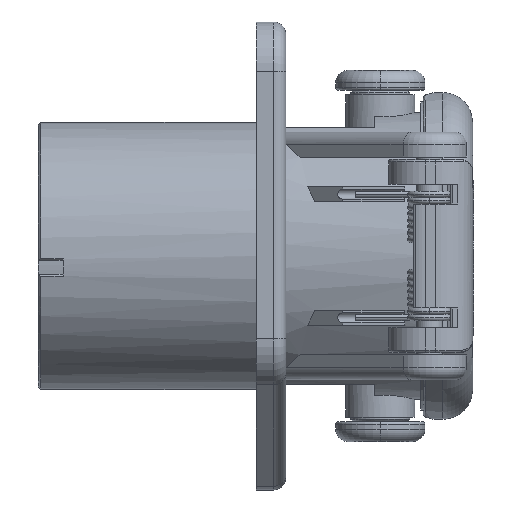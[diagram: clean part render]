
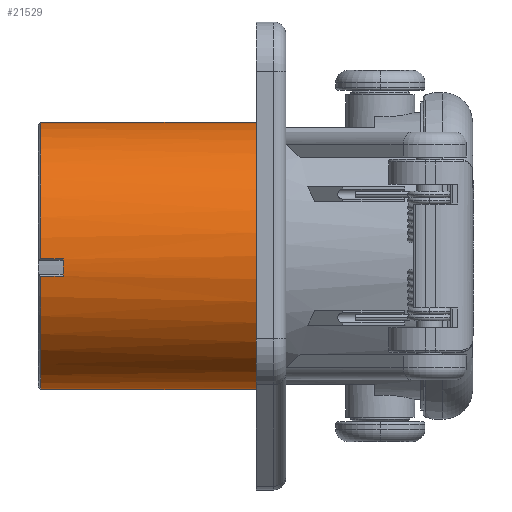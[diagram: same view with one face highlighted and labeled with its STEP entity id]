
A CAD part, front view. The second image highlights one B-rep face of the part: STEP entity #21529.
In plain terms, the highlighted cylindrical face has radius 27 mm (diameter 54 mm), a partial arc.
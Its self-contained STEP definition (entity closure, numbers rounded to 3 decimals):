
#4319=CARTESIAN_POINT('',(44.,0.,0.));
#4320=DIRECTION('',(1.,0.,0.));
#4321=DIRECTION('',(0.,0.,1.));
#4322=AXIS2_PLACEMENT_3D('',#4319,#4320,#4321);
#4521=DIRECTION('',(1.,0.,0.));
#4522=VECTOR('',#4521,43.5);
#4523=CARTESIAN_POINT('',(0.5,0.,27.));
#4524=LINE('',#4523,#4522);
#4525=DIRECTION('',(1.,0.,0.));
#4526=VECTOR('',#4525,43.5);
#4527=CARTESIAN_POINT('',(0.5,0.,-27.));
#4528=LINE('',#4527,#4526);
#4529=DIRECTION('',(-1.,0.,0.));
#4530=VECTOR('',#4529,4.5);
#4531=CARTESIAN_POINT('',(5.,-26.993,-0.605));
#4532=LINE('',#4531,#4530);
#4533=CARTESIAN_POINT('',(0.5,0.,0.));
#4534=DIRECTION('',(1.,0.,0.));
#4535=DIRECTION('',(0.,0.,1.));
#4536=AXIS2_PLACEMENT_3D('',#4533,#4534,#4535);
#4569=CARTESIAN_POINT('',(5.,0.,0.));
#4570=DIRECTION('',(-1.,0.,0.));
#4571=DIRECTION('',(0.,-0.988,-0.152));
#4572=AXIS2_PLACEMENT_3D('',#4569,#4570,#4571);
#4591=DIRECTION('',(-1.,0.,0.));
#4592=VECTOR('',#4591,4.5);
#4593=CARTESIAN_POINT('',(5.,-26.688,-4.092));
#4594=LINE('',#4593,#4592);
#4595=CARTESIAN_POINT('',(0.5,0.,0.));
#4596=DIRECTION('',(1.,0.,0.));
#4597=DIRECTION('',(0.,-0.988,-0.152));
#4598=AXIS2_PLACEMENT_3D('',#4595,#4596,#4597);
#13474=CARTESIAN_POINT('',(44.,0.,27.));
#13475=CARTESIAN_POINT('',(44.,0.,-27.));
#13476=VERTEX_POINT('',#13474);
#13477=VERTEX_POINT('',#13475);
#14206=CARTESIAN_POINT('',(5.,-26.688,-4.092));
#14207=CARTESIAN_POINT('',(5.,-26.993,-0.605));
#14208=VERTEX_POINT('',#14206);
#14209=VERTEX_POINT('',#14207);
#14272=CARTESIAN_POINT('',(0.5,0.,27.));
#14273=CARTESIAN_POINT('',(0.5,-26.993,-0.605));
#14274=VERTEX_POINT('',#14272);
#14275=VERTEX_POINT('',#14273);
#14284=CARTESIAN_POINT('',(0.5,-26.688,-4.092));
#14285=CARTESIAN_POINT('',(0.5,0.,-27.));
#14286=VERTEX_POINT('',#14284);
#14287=VERTEX_POINT('',#14285);
#21507=CARTESIAN_POINT('',(84.,0.,0.));
#21508=DIRECTION('',(-1.,0.,0.));
#21509=DIRECTION('',(0.,0.,-1.));
#21510=AXIS2_PLACEMENT_3D('',#21507,#21508,#21509);
#21511=CYLINDRICAL_SURFACE('',#21510,27.);
#21513=ORIENTED_EDGE('',*,*,#21512,.T.);
#21515=ORIENTED_EDGE('',*,*,#21514,.F.);
#21517=ORIENTED_EDGE('',*,*,#21516,.T.);
#21518=ORIENTED_EDGE('',*,*,#21280,.T.);
#21520=ORIENTED_EDGE('',*,*,#21519,.F.);
#21522=ORIENTED_EDGE('',*,*,#21521,.F.);
#21524=ORIENTED_EDGE('',*,*,#21523,.F.);
#21526=ORIENTED_EDGE('',*,*,#21525,.T.);
#21527=EDGE_LOOP('',(#21513,#21515,#21517,#21518,#21520,#21522,#21524,#21526));
#21528=FACE_OUTER_BOUND('',#21527,.F.);
#21529=ADVANCED_FACE('',(#21528),#21511,.T.);
#4323=CIRCLE('',#4322,27.);
#4537=CIRCLE('',#4536,27.);
#4573=CIRCLE('',#4572,27.);
#4599=CIRCLE('',#4598,27.);
#21280=EDGE_CURVE('',#13476,#13477,#4323,.T.);
#21512=EDGE_CURVE('',#14209,#14275,#4532,.T.);
#21514=EDGE_CURVE('',#14274,#14275,#4537,.T.);
#21516=EDGE_CURVE('',#14274,#13476,#4524,.T.);
#21519=EDGE_CURVE('',#14287,#13477,#4528,.T.);
#21521=EDGE_CURVE('',#14286,#14287,#4599,.T.);
#21523=EDGE_CURVE('',#14208,#14286,#4594,.T.);
#21525=EDGE_CURVE('',#14208,#14209,#4573,.T.);
